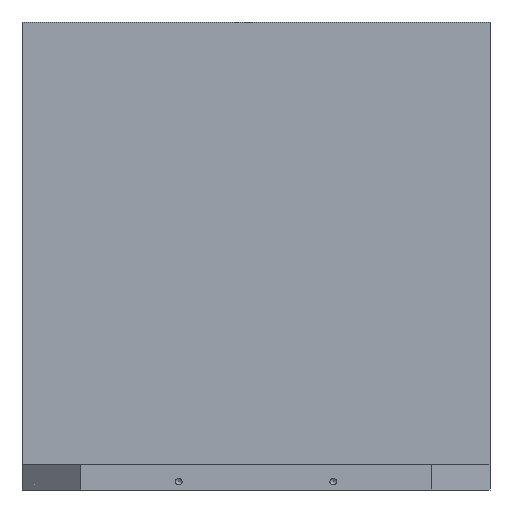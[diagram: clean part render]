
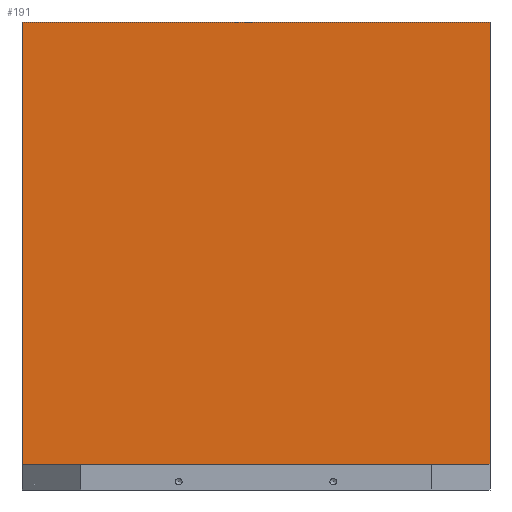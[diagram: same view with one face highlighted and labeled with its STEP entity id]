
A CAD part, front view. The second image highlights one B-rep face of the part: STEP entity #191.
In plain terms, the highlighted planar face has unit normal (0, -1, 0).
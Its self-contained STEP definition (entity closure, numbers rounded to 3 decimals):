
#191 = ADVANCED_FACE( '', ( #622 ), #623, .F. );
#622 = FACE_OUTER_BOUND( '', #1375, .T. );
#623 = PLANE( '', #1376 );
#1375 = EDGE_LOOP( '', ( #2738, #2739, #2740, #2741 ) );
#1376 = AXIS2_PLACEMENT_3D( '', #2742, #2743, #2744 );
#2738 = ORIENTED_EDGE( '', *, *, #4317, .F. );
#2739 = ORIENTED_EDGE( '', *, *, #4526, .F. );
#2740 = ORIENTED_EDGE( '', *, *, #4527, .T. );
#2741 = ORIENTED_EDGE( '', *, *, #4310, .F. );
#2742 = CARTESIAN_POINT( '', ( -500., -175., 1000. ) );
#2743 = DIRECTION( '', ( 0., 1., 0. ) );
#2744 = DIRECTION( '', ( -1., 0., 0. ) );
#4310 = EDGE_CURVE( '', #5190, #5192, #5193, .T. );
#4317 = EDGE_CURVE( '', #5202, #5190, #5204, .T. );
#4526 = EDGE_CURVE( '', #5538, #5202, #5539, .T. );
#4527 = EDGE_CURVE( '', #5538, #5192, #5540, .T. );
#5190 = VERTEX_POINT( '', #6937 );
#5192 = VERTEX_POINT( '', #6940 );
#5193 = LINE( '', #6941, #6942 );
#5202 = VERTEX_POINT( '', #6955 );
#5204 = LINE( '', #6958, #6959 );
#5538 = VERTEX_POINT( '', #7638 );
#5539 = LINE( '', #7639, #7640 );
#5540 = LINE( '', #7641, #7642 );
#6937 = CARTESIAN_POINT( '', ( 500., -175., 55. ) );
#6940 = CARTESIAN_POINT( '', ( -500., -175., 55. ) );
#6941 = CARTESIAN_POINT( '', ( -500., -175., 55. ) );
#6942 = VECTOR( '', #8833, 1000. );
#6955 = CARTESIAN_POINT( '', ( 500., -175., 1000. ) );
#6958 = CARTESIAN_POINT( '', ( 500., -175., 1000. ) );
#6959 = VECTOR( '', #8842, 1000. );
#7638 = CARTESIAN_POINT( '', ( -500., -175., 1000. ) );
#7639 = CARTESIAN_POINT( '', ( -500., -175., 1000. ) );
#7640 = VECTOR( '', #9247, 1000. );
#7641 = CARTESIAN_POINT( '', ( -500., -175., 1000. ) );
#7642 = VECTOR( '', #9248, 1000. );
#8833 = DIRECTION( '', ( -1., 0., 0. ) );
#8842 = DIRECTION( '', ( 0., 0., -1. ) );
#9247 = DIRECTION( '', ( 1., 0., 0. ) );
#9248 = DIRECTION( '', ( 0., 0., -1. ) );
